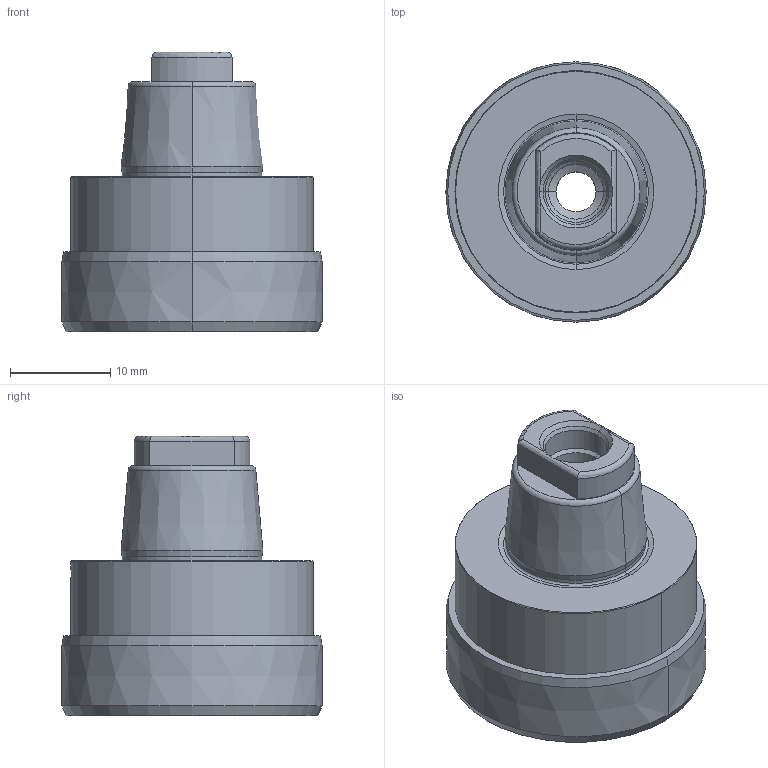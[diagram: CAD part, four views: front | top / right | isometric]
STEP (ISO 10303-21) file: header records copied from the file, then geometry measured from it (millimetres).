
FILE_DESCRIPTION((''),'2;1');
FILE_NAME('DEX','2022-12-06T09:55:53',('burgerk1'),(''),'CREO PARAMETRIC BY PTC INC, 2021184','CREO PARAMETRIC BY PTC INC, 2021184','');
FILE_SCHEMA(('AP242_MANAGED_MODEL_BASED_3D_ENGINEERING_MIM_LF { 1 0 10303 442 1 1 4 }'));
Length unit declared in the file: millimetre
Products named in the file (1): DEX
Bounding box: 26.02 x 26.02 x 27.95 mm (x, y, z)
Volume: 8595.4 mm3; surface area: 3129 mm2
Topology: 1 solids, 1 shells, 59 faces, 129 edges, 74 vertices
Faces by surface type: cone 26, cylinder 16, plane 9, torus 6, bspline 2
Entity records: 2314 total; most frequent: CARTESIAN_POINT 446, DIRECTION 311, ORIENTED_EDGE 250, PRESENTATION_STYLE_ASSIGNMENT 135, STYLED_ITEM 131, CURVE_STYLE 130, AXIS2_PLACEMENT_3D 128, EDGE_CURVE 125
